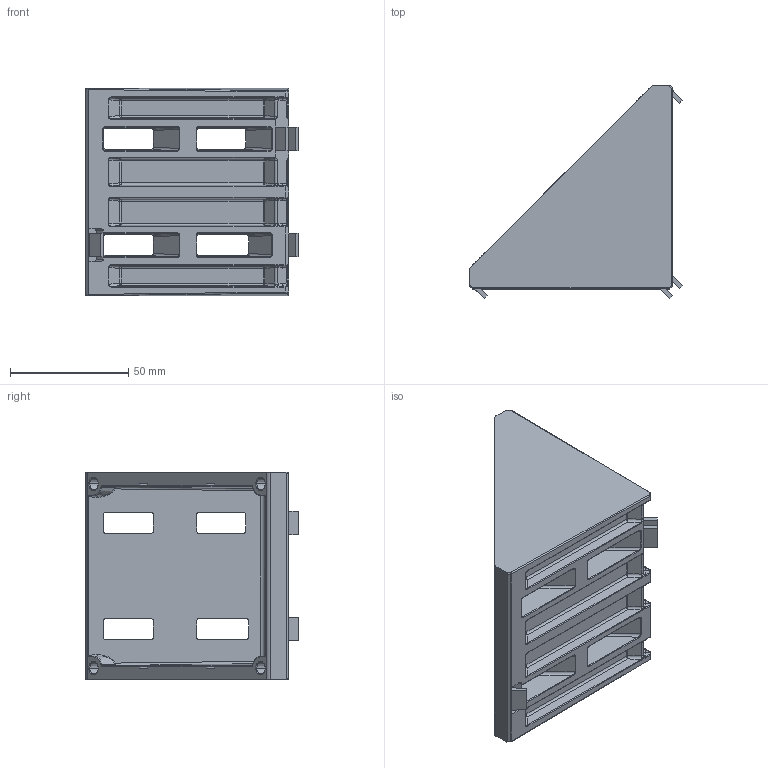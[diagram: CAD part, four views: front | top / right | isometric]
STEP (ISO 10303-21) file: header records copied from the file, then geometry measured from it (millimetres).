
FILE_DESCRIPTION(('STEP AP214'),'1');
FILE_NAME('fath_093w901n10.stp','2017-06-13T08:22:56',('TraceParts'),('TraceParts S.A.'),'Spatial InterOp 3D',' ',' ');
FILE_SCHEMA(('automotive_design'));
Length unit declared in the file: millimetre
Products named in the file (1): fath_093w901n10
Bounding box: 89.98 x 89.98 x 88 mm (x, y, z)
Volume: 126135.4 mm3; surface area: 50812.6 mm2
Topology: 1 solids, 1 shells, 696 faces, 1680 edges, 967 vertices
Faces by surface type: cylinder 271, bspline 199, plane 152, sphere 42, cone 28, torus 4
Entity records: 28829 total; most frequent: CARTESIAN_POINT 8994, ORIENTED_EDGE 3312, DIRECTION 2664, EDGE_CURVE 1656, AXIS2_PLACEMENT_3D 987, VERTEX_POINT 967, EDGE_LOOP 717, STYLED_ITEM 697
